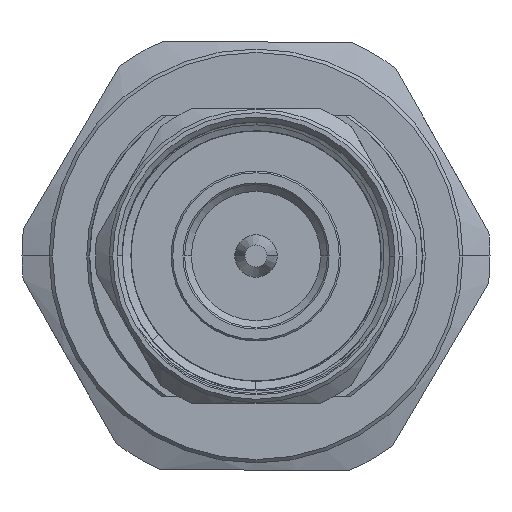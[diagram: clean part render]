
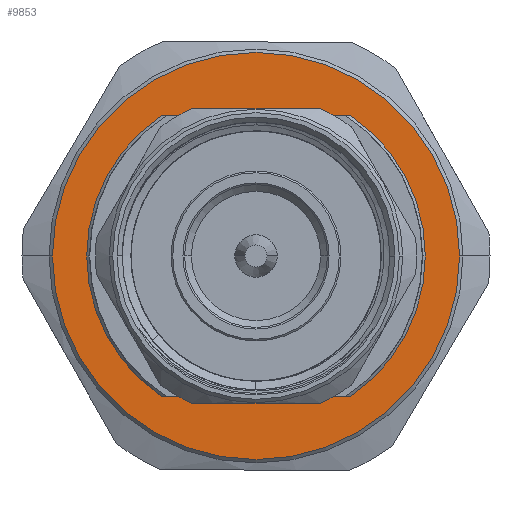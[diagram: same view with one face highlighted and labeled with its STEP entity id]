
A CAD part, left-side view. The second image highlights one B-rep face of the part: STEP entity #9853.
In plain terms, the highlighted face is planar.
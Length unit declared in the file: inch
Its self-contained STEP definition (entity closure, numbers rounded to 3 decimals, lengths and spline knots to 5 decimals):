
#134 = CARTESIAN_POINT ( 'NONE',  ( 0.30386, 0., 0. ) ) ;
#421 = AXIS2_PLACEMENT_3D ( 'NONE', #6974, #9502, #5996 ) ;
#429 = AXIS2_PLACEMENT_3D ( 'NONE', #4718, #6279, #2996 ) ;
#433 = EDGE_CURVE ( 'NONE', #1586, #6046, #6918, .T. ) ;
#801 = CIRCLE ( 'NONE', #6958, 0.48938 ) ;
#863 = DIRECTION ( 'NONE',  ( 1., 0., 0. ) ) ;
#890 = EDGE_CURVE ( 'NONE', #2887, #9243, #9936, .T. ) ;
#898 = VERTEX_POINT ( 'NONE', #4557 ) ;
#1194 = EDGE_LOOP ( 'NONE', ( #10364, #6039 ) ) ;
#1245 = EDGE_CURVE ( 'NONE', #898, #2980, #801, .T. ) ;
#1586 = VERTEX_POINT ( 'NONE', #4918 ) ;
#1819 = CARTESIAN_POINT ( 'NONE',  ( 0.30386, 0., 0. ) ) ;
#2887 = VERTEX_POINT ( 'NONE', #6377 ) ;
#2980 = VERTEX_POINT ( 'NONE', #3844 ) ;
#2996 = DIRECTION ( 'NONE',  ( 0., 0., -1. ) ) ;
#3300 = DIRECTION ( 'NONE',  ( 0., 0., -1. ) ) ;
#3514 = EDGE_CURVE ( 'NONE', #6046, #1586, #9554, .T. ) ;
#3844 = CARTESIAN_POINT ( 'NONE',  ( 0.30386, 0.41339, -0.26193 ) ) ;
#4503 = FACE_BOUND ( 'NONE', #8853, .T. ) ;
#4543 = EDGE_CURVE ( 'NONE', #9243, #6529, #9148, .T. ) ;
#4557 = CARTESIAN_POINT ( 'NONE',  ( 0.30386, 0., -0.48938 ) ) ;
#4669 = VECTOR ( 'NONE', #10226, 39.37008 ) ;
#4718 = CARTESIAN_POINT ( 'NONE',  ( 0.30386, 0., 0. ) ) ;
#4918 = CARTESIAN_POINT ( 'NONE',  ( 0.30386, 0., 0.599 ) ) ;
#4942 = FACE_OUTER_BOUND ( 'NONE', #1194, .T. ) ;
#5055 = CARTESIAN_POINT ( 'NONE',  ( 0.30386, 0., -0.599 ) ) ;
#5133 = DIRECTION ( 'NONE',  ( 1., 0., 0. ) ) ;
#5868 = DIRECTION ( 'NONE',  ( 1., 0., 0. ) ) ;
#5925 = DIRECTION ( 'NONE',  ( 0., 0., -1. ) ) ;
#5958 = CARTESIAN_POINT ( 'NONE',  ( 0.30386, 0., 0. ) ) ;
#5996 = DIRECTION ( 'NONE',  ( 0., 0., -1. ) ) ;
#6039 = ORIENTED_EDGE ( 'NONE', *, *, #3514, .T. ) ;
#6046 = VERTEX_POINT ( 'NONE', #5055 ) ;
#6279 = DIRECTION ( 'NONE',  ( 1., 0., 0. ) ) ;
#6377 = CARTESIAN_POINT ( 'NONE',  ( 0.30386, 0.41339, 0.26193 ) ) ;
#6529 = VERTEX_POINT ( 'NONE', #9284 ) ;
#6807 = LINE ( 'NONE', #8592, #4669 ) ;
#6918 = CIRCLE ( 'NONE', #9027, 0.599 ) ;
#6958 = AXIS2_PLACEMENT_3D ( 'NONE', #1819, #5133, #10333 ) ;
#6974 = CARTESIAN_POINT ( 'NONE',  ( 0.30386, 0., -0.48938 ) ) ;
#7020 = ORIENTED_EDGE ( 'NONE', *, *, #10330, .T. ) ;
#7386 = CARTESIAN_POINT ( 'NONE',  ( 0.30386, -0.41339, 0.26193 ) ) ;
#7683 = DIRECTION ( 'NONE',  ( 1., 0., 0. ) ) ;
#7705 = ORIENTED_EDGE ( 'NONE', *, *, #10055, .F. ) ;
#8213 = ORIENTED_EDGE ( 'NONE', *, *, #1245, .F. ) ;
#8221 = CARTESIAN_POINT ( 'NONE',  ( 0.30386, 0., 0. ) ) ;
#8328 = VECTOR ( 'NONE', #10044, 39.37008 ) ;
#8332 = AXIS2_PLACEMENT_3D ( 'NONE', #134, #7683, #9498 ) ;
#8343 = CIRCLE ( 'NONE', #429, 0.48938 ) ;
#8592 = CARTESIAN_POINT ( 'NONE',  ( 0.30386, 0.41339, -0.33607 ) ) ;
#8853 = EDGE_LOOP ( 'NONE', ( #9670, #7020, #8213, #7705, #9437 ) ) ;
#9027 = AXIS2_PLACEMENT_3D ( 'NONE', #5958, #863, #3300 ) ;
#9148 = LINE ( 'NONE', #10875, #8328 ) ;
#9243 = VERTEX_POINT ( 'NONE', #7386 ) ;
#9284 = CARTESIAN_POINT ( 'NONE',  ( 0.30386, -0.41339, -0.26193 ) ) ;
#9340 = PLANE ( 'NONE',  #421 ) ;
#9368 = AXIS2_PLACEMENT_3D ( 'NONE', #8221, #5868, #5925 ) ;
#9437 = ORIENTED_EDGE ( 'NONE', *, *, #4543, .F. ) ;
#9498 = DIRECTION ( 'NONE',  ( 0., 0., -1. ) ) ;
#9502 = DIRECTION ( 'NONE',  ( 1., 0., 0. ) ) ;
#9554 = CIRCLE ( 'NONE', #9368, 0.599 ) ;
#9670 = ORIENTED_EDGE ( 'NONE', *, *, #890, .F. ) ;
#9853 = ADVANCED_FACE ( 'NONE', ( #4942, #4503 ), #9340, .T. ) ;
#9936 = CIRCLE ( 'NONE', #8332, 0.48938 ) ;
#10044 = DIRECTION ( 'NONE',  ( 0., 0., -1. ) ) ;
#10055 = EDGE_CURVE ( 'NONE', #6529, #898, #8343, .T. ) ;
#10226 = DIRECTION ( 'NONE',  ( 0., 0., -1. ) ) ;
#10330 = EDGE_CURVE ( 'NONE', #2887, #2980, #6807, .T. ) ;
#10333 = DIRECTION ( 'NONE',  ( 0., 0., -1. ) ) ;
#10364 = ORIENTED_EDGE ( 'NONE', *, *, #433, .T. ) ;
#10875 = CARTESIAN_POINT ( 'NONE',  ( 0.30386, -0.41339, -0.33607 ) ) ;
